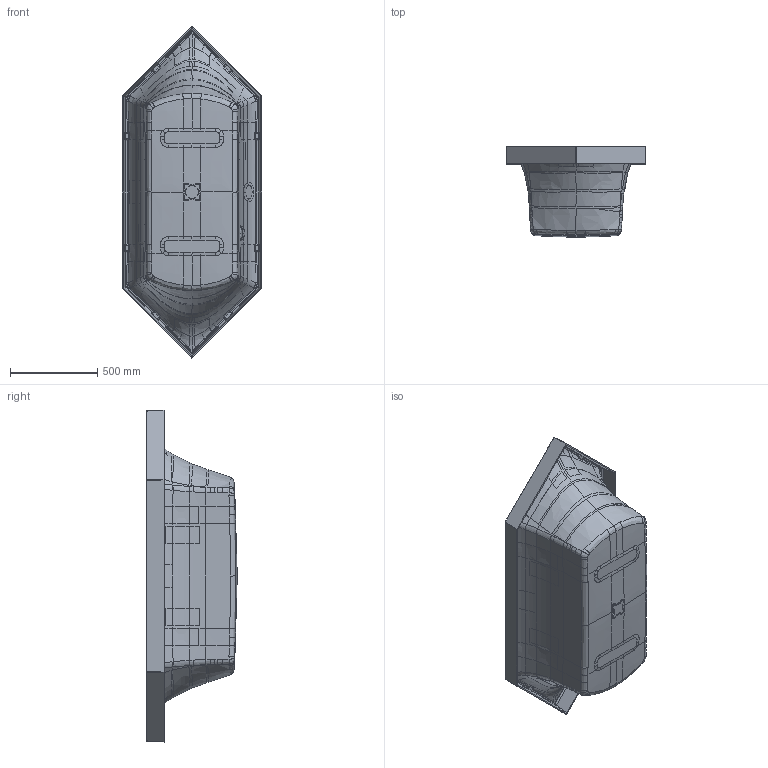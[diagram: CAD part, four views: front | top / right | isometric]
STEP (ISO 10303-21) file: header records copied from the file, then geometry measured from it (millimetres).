
FILE_DESCRIPTION((''),'2;1');
FILE_NAME('UBQ190SQR6_SQUARO','2022-07-06T14:12:30',('hegemanc'),('Villeroy & Boch Wellness bv'),'CREO PARAMETRIC BY PTC INC, 2020454','CREO PARAMETRIC BY PTC INC, 2020454','');
FILE_SCHEMA(('CONFIG_CONTROL_DESIGN'));
Products named in the file (1): UBQ190SQR6_SQUARO
Bounding box: 800 x 520 x 1898.34 mm (x, y, z)
Surface area: 5648053.9 mm2 (no closed solid volume)
Topology: 0 solids, 2 shells, 990 faces, 2545 edges, 1503 vertices
Faces by surface type: bspline 646, cylinder 203, plane 85, torus 24, sphere 16, cone 16
Entity records: 59727 total; most frequent: CARTESIAN_POINT 41973, ORIENTED_EDGE 4740, EDGE_CURVE 2541, B_SPLINE_CURVE_WITH_KNOTS 1864, DIRECTION 1607, VERTEX_POINT 1503, EDGE_LOOP 991, FACE_OUTER_BOUND 990
